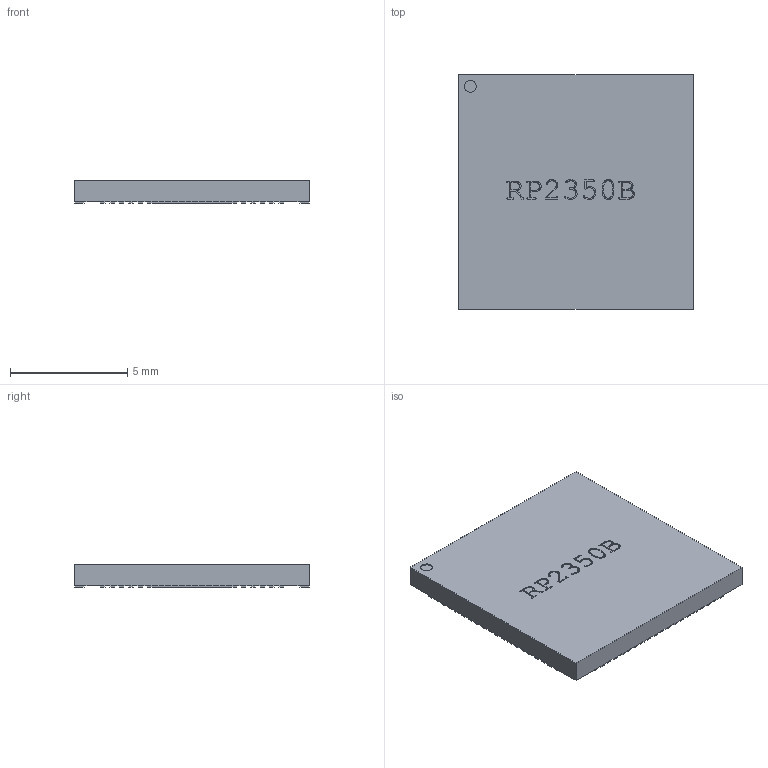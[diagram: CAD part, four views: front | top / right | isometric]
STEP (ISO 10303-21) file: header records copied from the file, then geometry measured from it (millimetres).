
FILE_DESCRIPTION(('FreeCAD Model'),'2;1');
FILE_NAME('Open CASCADE Shape Model','2024-01-04T15:47:10',(''),(''), 'Open CASCADE STEP processor 7.6','FreeCAD','Unknown');
FILE_SCHEMA(('AUTOMOTIVE_DESIGN { 1 0 10303 214 1 1 1 1 }'));
Length unit declared in the file: millimetre
Products named in the file (1): rp2350text
Bounding box: 10 x 10 x 0.95 mm (x, y, z)
Volume: 90.8 mm3; surface area: 243.1 mm2
Topology: 1 solids, 1 shells, 666 faces, 1790 edges, 1140 vertices
Faces by surface type: plane 474, extrusion 191, cylinder 1
Full cylindrical faces by diameter (mm): 0.5 x1
Entity records: 25246 total; most frequent: CARTESIAN_POINT 4743, ORIENTED_EDGE 3580, DIRECTION 2553, EDGE_CURVE 1790, VECTOR 1597, LINE 1406, VERTEX_POINT 1140, FACE_BOUND 680
